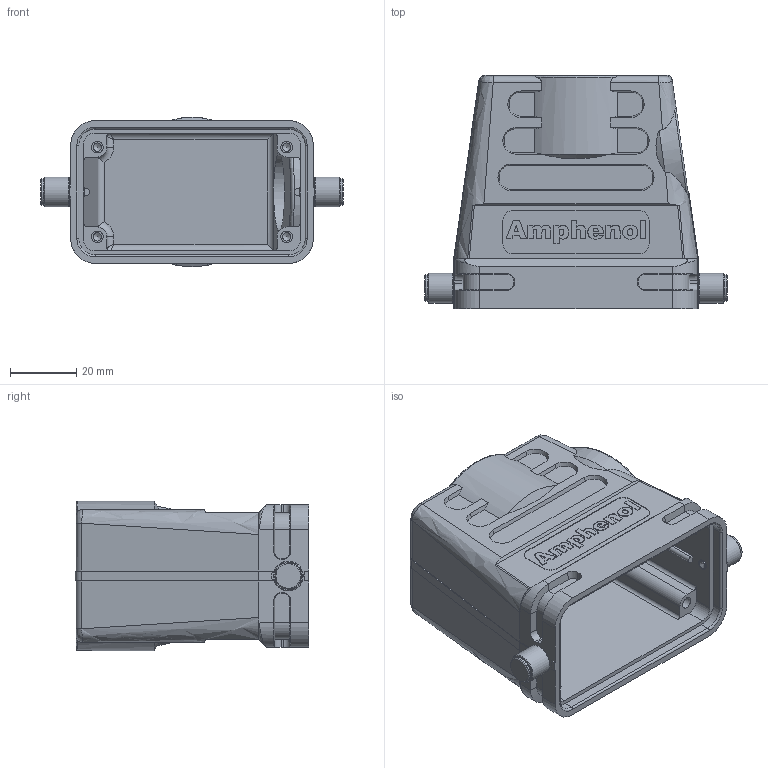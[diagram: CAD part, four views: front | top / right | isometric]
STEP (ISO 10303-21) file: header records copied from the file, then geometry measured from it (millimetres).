
FILE_DESCRIPTION(/* description */ (''),/* implementation_level */ '2;1');
FILE_NAME(/* name */ 'C3D-C146_21R010_556_8.stp',/* time_stamp */ '2017-07-19T10:14:32+02:00',/* author */ (''),/* organization */ (''),/* preprocessor_version */ 'ST-DEVELOPER v15',/* originating_system */ 'SIEMENS PLM Software NX 9.0',/* authorisation */ '');
FILE_SCHEMA (('CONFIG_CONTROL_DESIGN'));
Length unit declared in the file: millimetre
Products named in the file (1): c146 21r010 556 8nxm001-04
Bounding box: 91 x 70.3 x 45 mm (x, y, z)
Volume: 50089.9 mm3; surface area: 33752.7 mm2
Topology: 1 solids, 1 shells, 418 faces, 1086 edges, 694 vertices
Faces by surface type: plane 202, cylinder 94, bspline 61, cone 36, extrusion 23, torus 2
Full cylindrical faces by diameter (mm): 2.5 x4, 2.51 x4, 2.9 x2, 3 x2, 3.5 x4, 7 x4, 8 x2, 9 x2, 23.539 x1
Entity records: 14474 total; most frequent: CARTESIAN_POINT 5042, ORIENTED_EDGE 2004, DIRECTION 1735, EDGE_CURVE 1002, VERTEX_POINT 675, AXIS2_PLACEMENT_3D 607, VECTOR 521, EDGE_LOOP 503
